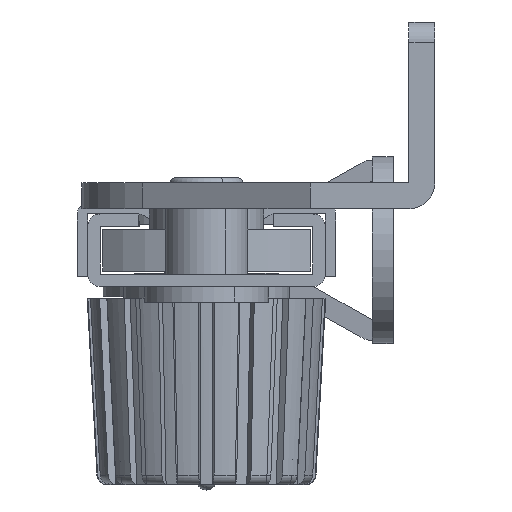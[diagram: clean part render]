
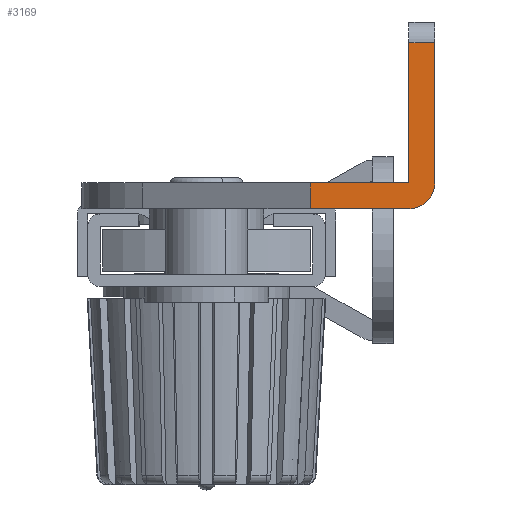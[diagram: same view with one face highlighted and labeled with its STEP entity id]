
A CAD part, left-side view. The second image highlights one B-rep face of the part: STEP entity #3169.
In plain terms, the highlighted planar face has unit normal (-1, 0, 0).
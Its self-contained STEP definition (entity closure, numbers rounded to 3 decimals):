
#2508 = VERTEX_POINT ( 'NONE', #8016 ) ;
#3081 = VERTEX_POINT ( 'NONE', #9054 ) ;
#3083 = EDGE_CURVE ( 'NONE', #3081, #3084, #9053, .T. ) ;
#3084 = VERTEX_POINT ( 'NONE', #9049 ) ;
#3116 = VERTEX_POINT ( 'NONE', #9119 ) ;
#3118 = EDGE_CURVE ( 'NONE', #3116, #3119, #9118, .T. ) ;
#3119 = VERTEX_POINT ( 'NONE', #9114 ) ;
#3134 = EDGE_CURVE ( 'NONE', #3084, #3135, #9152, .T. ) ;
#3135 = VERTEX_POINT ( 'NONE', #9148 ) ;
#3169 = ADVANCED_FACE ( 'NONE', ( #9164 ), #9163, .T. ) ;
#3170 = EDGE_LOOP ( 'NONE', ( #3171, #3172, #3230, #3231, #3232, #3234, #3235 ) ) ;
#3171 = ORIENTED_EDGE ( 'NONE', *, *, #3199, .F. ) ;
#3172 = ORIENTED_EDGE ( 'NONE', *, *, #3229, .T. ) ;
#3178 = EDGE_CURVE ( 'NONE', #2508, #3116, #9210, .T. ) ;
#3197 = VERTEX_POINT ( 'NONE', #9243 ) ;
#3199 = EDGE_CURVE ( 'NONE', #3197, #2508, #9242, .T. ) ;
#3229 = EDGE_CURVE ( 'NONE', #3197, #3135, #9260, .T. ) ;
#3230 = ORIENTED_EDGE ( 'NONE', *, *, #3134, .F. ) ;
#3231 = ORIENTED_EDGE ( 'NONE', *, *, #3083, .F. ) ;
#3232 = ORIENTED_EDGE ( 'NONE', *, *, #3233, .F. ) ;
#3233 = EDGE_CURVE ( 'NONE', #3119, #3081, #9256, .T. ) ;
#3234 = ORIENTED_EDGE ( 'NONE', *, *, #3118, .F. ) ;
#3235 = ORIENTED_EDGE ( 'NONE', *, *, #3178, .F. ) ;
#8016 = CARTESIAN_POINT ( 'NONE',  ( -20., -22., 2.5 ) ) ;
#9049 = CARTESIAN_POINT ( 'NONE',  ( -20., -19.5, 2.5 ) ) ;
#9050 = DIRECTION ( 'NONE',  ( 0., -1., 0. ) ) ;
#9051 = VECTOR ( 'NONE', #9050, 1000. ) ;
#9052 = CARTESIAN_POINT ( 'NONE',  ( -20., 12., 2.5 ) ) ;
#9053 = LINE ( 'NONE', #9052, #9051 ) ;
#9054 = CARTESIAN_POINT ( 'NONE',  ( -20., -10., 2.5 ) ) ;
#9114 = CARTESIAN_POINT ( 'NONE',  ( -20., -10., 0. ) ) ;
#9115 = DIRECTION ( 'NONE',  ( 0., 1., 0. ) ) ;
#9116 = VECTOR ( 'NONE', #9115, 1000. ) ;
#9117 = CARTESIAN_POINT ( 'NONE',  ( -20., -19.5, 0. ) ) ;
#9118 = LINE ( 'NONE', #9117, #9116 ) ;
#9119 = CARTESIAN_POINT ( 'NONE',  ( -20., -19.5, 0. ) ) ;
#9148 = CARTESIAN_POINT ( 'NONE',  ( -20., -19.5, 16. ) ) ;
#9149 = DIRECTION ( 'NONE',  ( 0., 0., 1. ) ) ;
#9150 = VECTOR ( 'NONE', #9149, 1000. ) ;
#9151 = CARTESIAN_POINT ( 'NONE',  ( -20., -19.5, 2.5 ) ) ;
#9152 = LINE ( 'NONE', #9151, #9150 ) ;
#9159 = DIRECTION ( 'NONE',  ( 0., 0., 1. ) ) ;
#9160 = DIRECTION ( 'NONE',  ( -1., 0., 0. ) ) ;
#9161 = CARTESIAN_POINT ( 'NONE',  ( -20., -19.5, 2.5 ) ) ;
#9162 = AXIS2_PLACEMENT_3D ( 'NONE', #9161, #9160, #9159 ) ;
#9163 = PLANE ( 'NONE',  #9162 ) ;
#9164 = FACE_OUTER_BOUND ( 'NONE', #3170, .T. ) ;
#9207 = DIRECTION ( 'NONE',  ( 0., 0., 1. ) ) ;
#9208 = DIRECTION ( 'NONE',  ( 1., 0., 0. ) ) ;
#9209 = AXIS2_PLACEMENT_3D ( 'NONE', #9216, #9208, #9207 ) ;
#9210 = CIRCLE ( 'NONE', #9209, 2.5 ) ;
#9216 = CARTESIAN_POINT ( 'NONE',  ( -20., -19.5, 2.5 ) ) ;
#9239 = DIRECTION ( 'NONE',  ( 0., 0., -1. ) ) ;
#9240 = VECTOR ( 'NONE', #9239, 1000. ) ;
#9241 = CARTESIAN_POINT ( 'NONE',  ( -20., -22., 18. ) ) ;
#9242 = LINE ( 'NONE', #9241, #9240 ) ;
#9243 = CARTESIAN_POINT ( 'NONE',  ( -20., -22., 16. ) ) ;
#9253 = DIRECTION ( 'NONE',  ( 0., 0., 1. ) ) ;
#9254 = VECTOR ( 'NONE', #9253, 1000. ) ;
#9255 = CARTESIAN_POINT ( 'NONE',  ( -20., -10., 0. ) ) ;
#9256 = LINE ( 'NONE', #9255, #9254 ) ;
#9257 = DIRECTION ( 'NONE',  ( 0., 1., 0. ) ) ;
#9258 = VECTOR ( 'NONE', #9257, 1000. ) ;
#9259 = CARTESIAN_POINT ( 'NONE',  ( -20., -19.5, 16. ) ) ;
#9260 = LINE ( 'NONE', #9259, #9258 ) ;
